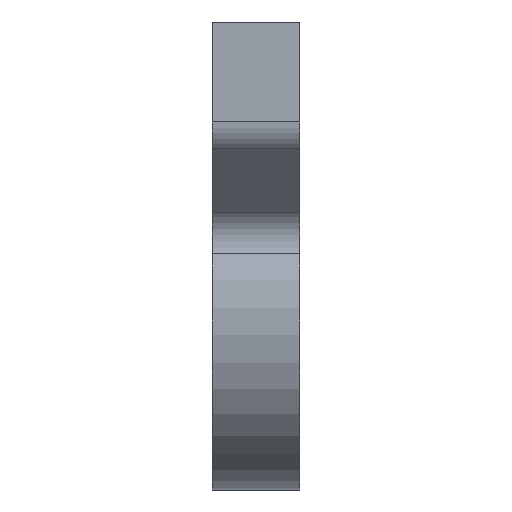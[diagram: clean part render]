
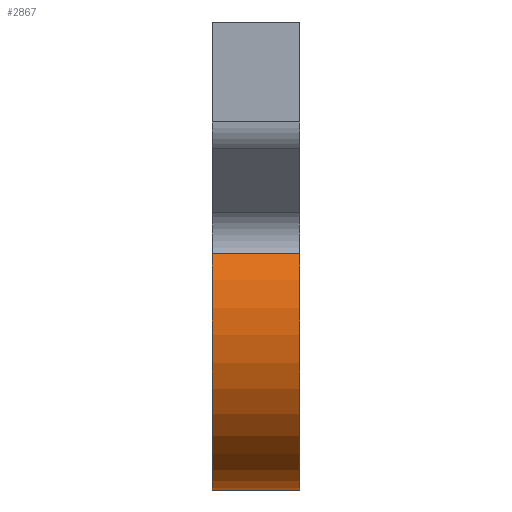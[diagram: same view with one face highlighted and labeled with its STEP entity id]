
A CAD part, left-side view. The second image highlights one B-rep face of the part: STEP entity #2867.
In plain terms, the highlighted cylindrical face has radius 13.5 mm (diameter 27 mm), a partial arc.
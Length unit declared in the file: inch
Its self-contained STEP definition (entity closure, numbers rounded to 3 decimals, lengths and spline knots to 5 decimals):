
#29 = CARTESIAN_POINT ( 'NONE',  ( 0., 0., -0.5315 ) ) ;
#85 = EDGE_CURVE ( 'NONE', #9337, #12774, #8888, .T. ) ;
#334 = FACE_OUTER_BOUND ( 'NONE', #11845, .T. ) ;
#486 = AXIS2_PLACEMENT_3D ( 'NONE', #4775, #8783, #3657 ) ;
#1002 = EDGE_CURVE ( 'NONE', #9964, #1044, #9531, .T. ) ;
#1044 = VERTEX_POINT ( 'NONE', #1259 ) ;
#1259 = CARTESIAN_POINT ( 'NONE',  ( -0.48676, 0.27559, 0.21343 ) ) ;
#1441 = ORIENTED_EDGE ( 'NONE', *, *, #4751, .F. ) ;
#1516 = CARTESIAN_POINT ( 'NONE',  ( 0., 0.27559, 0. ) ) ;
#2460 = CARTESIAN_POINT ( 'NONE',  ( 0., 0.27559, -0.5315 ) ) ;
#2867 = ADVANCED_FACE ( 'NONE', ( #334 ), #5959, .T. ) ;
#3171 = CARTESIAN_POINT ( 'NONE',  ( 0., 0.27559, -0.5315 ) ) ;
#3186 = CIRCLE ( 'NONE', #486, 0.5315 ) ;
#3657 = DIRECTION ( 'NONE',  ( 0., 0., 1. ) ) ;
#3748 = ORIENTED_EDGE ( 'NONE', *, *, #85, .T. ) ;
#4178 = VECTOR ( 'NONE', #5406, 39.37008 ) ;
#4751 = EDGE_CURVE ( 'NONE', #9337, #1044, #9442, .T. ) ;
#4775 = CARTESIAN_POINT ( 'NONE',  ( 0., 0., 0. ) ) ;
#5406 = DIRECTION ( 'NONE',  ( 0., -1., 0. ) ) ;
#5959 = CYLINDRICAL_SURFACE ( 'NONE', #6021, 0.5315 ) ;
#6021 = AXIS2_PLACEMENT_3D ( 'NONE', #1516, #11543, #10525 ) ;
#6864 = CARTESIAN_POINT ( 'NONE',  ( -0.48676, 0., 0.21343 ) ) ;
#7821 = AXIS2_PLACEMENT_3D ( 'NONE', #12603, #12681, #8710 ) ;
#8710 = DIRECTION ( 'NONE',  ( 0., 0., 1. ) ) ;
#8783 = DIRECTION ( 'NONE',  ( 0., 1., 0. ) ) ;
#8888 = LINE ( 'NONE', #2460, #4178 ) ;
#9302 = DIRECTION ( 'NONE',  ( 0., 1., 0. ) ) ;
#9337 = VERTEX_POINT ( 'NONE', #3171 ) ;
#9442 = CIRCLE ( 'NONE', #7821, 0.5315 ) ;
#9531 = LINE ( 'NONE', #12248, #11085 ) ;
#9964 = VERTEX_POINT ( 'NONE', #6864 ) ;
#10525 = DIRECTION ( 'NONE',  ( 0., 0., -1. ) ) ;
#11085 = VECTOR ( 'NONE', #9302, 39.37008 ) ;
#11358 = EDGE_CURVE ( 'NONE', #12774, #9964, #3186, .T. ) ;
#11543 = DIRECTION ( 'NONE',  ( 0., -1., 0. ) ) ;
#11845 = EDGE_LOOP ( 'NONE', ( #1441, #3748, #11948, #12276 ) ) ;
#11948 = ORIENTED_EDGE ( 'NONE', *, *, #11358, .T. ) ;
#12248 = CARTESIAN_POINT ( 'NONE',  ( -0.48676, 0.27559, 0.21343 ) ) ;
#12276 = ORIENTED_EDGE ( 'NONE', *, *, #1002, .T. ) ;
#12603 = CARTESIAN_POINT ( 'NONE',  ( 0., 0.27559, 0. ) ) ;
#12681 = DIRECTION ( 'NONE',  ( 0., 1., 0. ) ) ;
#12774 = VERTEX_POINT ( 'NONE', #29 ) ;
